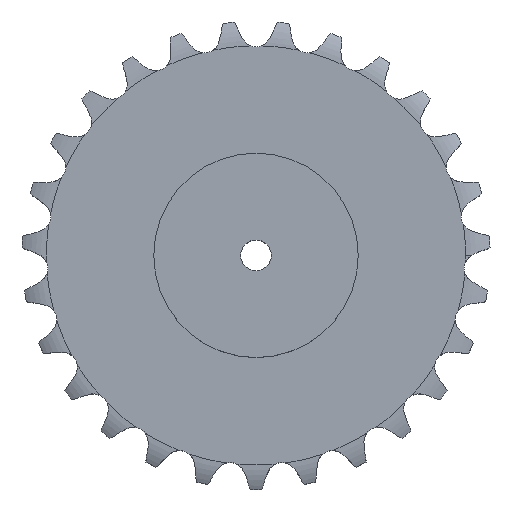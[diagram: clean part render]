
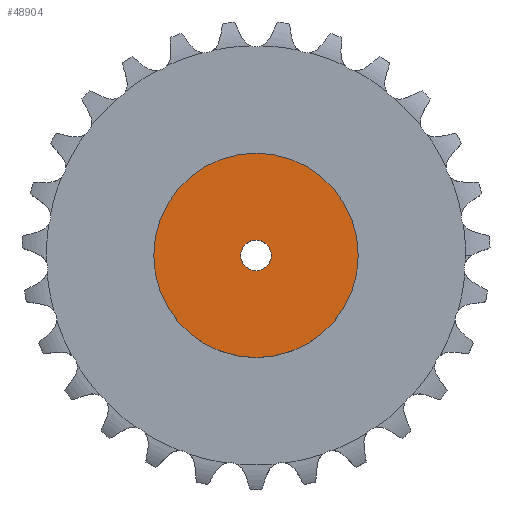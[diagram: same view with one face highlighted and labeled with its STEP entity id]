
A CAD part, top view. The second image highlights one B-rep face of the part: STEP entity #48904.
In plain terms, the highlighted planar face has unit normal (0, 0, 1).
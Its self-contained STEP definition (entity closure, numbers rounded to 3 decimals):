
#26092 = CYLINDRICAL_SURFACE('',#26093,15.);
#26093 = AXIS2_PLACEMENT_3D('',#26094,#26095,#26096);
#26094 = CARTESIAN_POINT('',(0.,0.,702.347));
#26095 = DIRECTION('',(0.,0.,1.));
#26096 = DIRECTION('',(1.,0.,0.));
#33103 = EDGE_CURVE('',#33104,#33104,#33106,.T.);
#33104 = VERTEX_POINT('',#33105);
#33105 = CARTESIAN_POINT('',(15.,0.,120.));
#33106 = SURFACE_CURVE('',#33107,(#33112,#33119),.PCURVE_S1.);
#33107 = CIRCLE('',#33108,15.);
#33108 = AXIS2_PLACEMENT_3D('',#33109,#33110,#33111);
#33109 = CARTESIAN_POINT('',(0.,0.,120.));
#33110 = DIRECTION('',(0.,0.,1.));
#33111 = DIRECTION('',(1.,0.,0.));
#33112 = PCURVE('',#26092,#33113);
#33113 = DEFINITIONAL_REPRESENTATION('',(#33114),#33118);
#33114 = LINE('',#33115,#33116);
#33115 = CARTESIAN_POINT('',(0.,-582.347));
#33116 = VECTOR('',#33117,1.);
#33117 = DIRECTION('',(1.,0.));
#33118 = ( GEOMETRIC_REPRESENTATION_CONTEXT(2) 
PARAMETRIC_REPRESENTATION_CONTEXT() REPRESENTATION_CONTEXT('2D SPACE',''
  ) );
#33119 = PCURVE('',#33120,#33125);
#33120 = PLANE('',#33121);
#33121 = AXIS2_PLACEMENT_3D('',#33122,#33123,#33124);
#33122 = CARTESIAN_POINT('',(0.,0.,120.
    ));
#33123 = DIRECTION('',(0.,0.,1.));
#33124 = DIRECTION('',(1.,0.,0.));
#33125 = DEFINITIONAL_REPRESENTATION('',(#33126),#33130);
#33126 = CIRCLE('',#33127,15.);
#33127 = AXIS2_PLACEMENT_2D('',#33128,#33129);
#33128 = CARTESIAN_POINT('',(0.,0.));
#33129 = DIRECTION('',(1.,0.));
#33130 = ( GEOMETRIC_REPRESENTATION_CONTEXT(2) 
PARAMETRIC_REPRESENTATION_CONTEXT() REPRESENTATION_CONTEXT('2D SPACE',''
  ) );
#48904 = ADVANCED_FACE('',(#48905,#48936),#33120,.T.);
#48905 = FACE_BOUND('',#48906,.T.);
#48906 = EDGE_LOOP('',(#48907));
#48907 = ORIENTED_EDGE('',*,*,#48908,.T.);
#48908 = EDGE_CURVE('',#48909,#48909,#48911,.T.);
#48909 = VERTEX_POINT('',#48910);
#48910 = CARTESIAN_POINT('',(100.,0.,120.));
#48911 = SURFACE_CURVE('',#48912,(#48917,#48924),.PCURVE_S1.);
#48912 = CIRCLE('',#48913,100.);
#48913 = AXIS2_PLACEMENT_3D('',#48914,#48915,#48916);
#48914 = CARTESIAN_POINT('',(0.,0.,120.));
#48915 = DIRECTION('',(0.,0.,1.));
#48916 = DIRECTION('',(1.,0.,0.));
#48917 = PCURVE('',#33120,#48918);
#48918 = DEFINITIONAL_REPRESENTATION('',(#48919),#48923);
#48919 = CIRCLE('',#48920,100.);
#48920 = AXIS2_PLACEMENT_2D('',#48921,#48922);
#48921 = CARTESIAN_POINT('',(0.,0.));
#48922 = DIRECTION('',(1.,0.));
#48923 = ( GEOMETRIC_REPRESENTATION_CONTEXT(2) 
PARAMETRIC_REPRESENTATION_CONTEXT() REPRESENTATION_CONTEXT('2D SPACE',''
  ) );
#48924 = PCURVE('',#48925,#48930);
#48925 = CYLINDRICAL_SURFACE('',#48926,100.);
#48926 = AXIS2_PLACEMENT_3D('',#48927,#48928,#48929);
#48927 = CARTESIAN_POINT('',(0.,0.,0.));
#48928 = DIRECTION('',(-0.,-0.,-1.));
#48929 = DIRECTION('',(1.,0.,0.));
#48930 = DEFINITIONAL_REPRESENTATION('',(#48931),#48935);
#48931 = LINE('',#48932,#48933);
#48932 = CARTESIAN_POINT('',(-0.,-120.));
#48933 = VECTOR('',#48934,1.);
#48934 = DIRECTION('',(-1.,0.));
#48935 = ( GEOMETRIC_REPRESENTATION_CONTEXT(2) 
PARAMETRIC_REPRESENTATION_CONTEXT() REPRESENTATION_CONTEXT('2D SPACE',''
  ) );
#48936 = FACE_BOUND('',#48937,.T.);
#48937 = EDGE_LOOP('',(#48938));
#48938 = ORIENTED_EDGE('',*,*,#33103,.F.);
